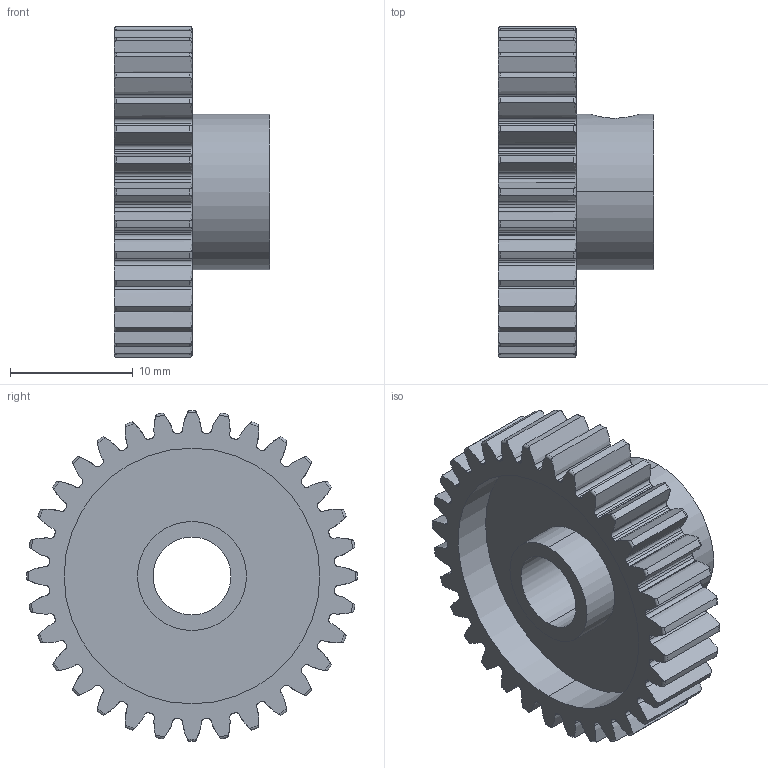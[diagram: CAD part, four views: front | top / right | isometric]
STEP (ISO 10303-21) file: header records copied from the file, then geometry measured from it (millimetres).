
FILE_DESCRIPTION (( 'STEP AP203' ), '1' );
FILE_NAME ('615254.STEP', '2014-07-22T20:29:12', ( 'Kyle' ), ( 'Microsoft' ), 'SwSTEP 2.0', 'SolidWorks 2014', '' );
FILE_SCHEMA (( 'CONFIG_CONTROL_DESIGN' ));
Length unit declared in the file: inch
Products named in the file (1): 615254
Bounding box: 12.7 x 26.99 x 26.99 mm (x, y, z)
Volume: 2655.7 mm3; surface area: 2757.8 mm2
Topology: 1 solids, 1 shells, 288 faces, 847 edges, 564 vertices
Faces by surface type: cylinder 153, torus 66, bspline 64, plane 5
Entity records: 12626 total; most frequent: CARTESIAN_POINT 5206, ORIENTED_EDGE 1694, DIRECTION 1407, EDGE_CURVE 847, AXIS2_PLACEMENT_3D 595, VERTEX_POINT 564, CIRCLE 370, EDGE_LOOP 295
